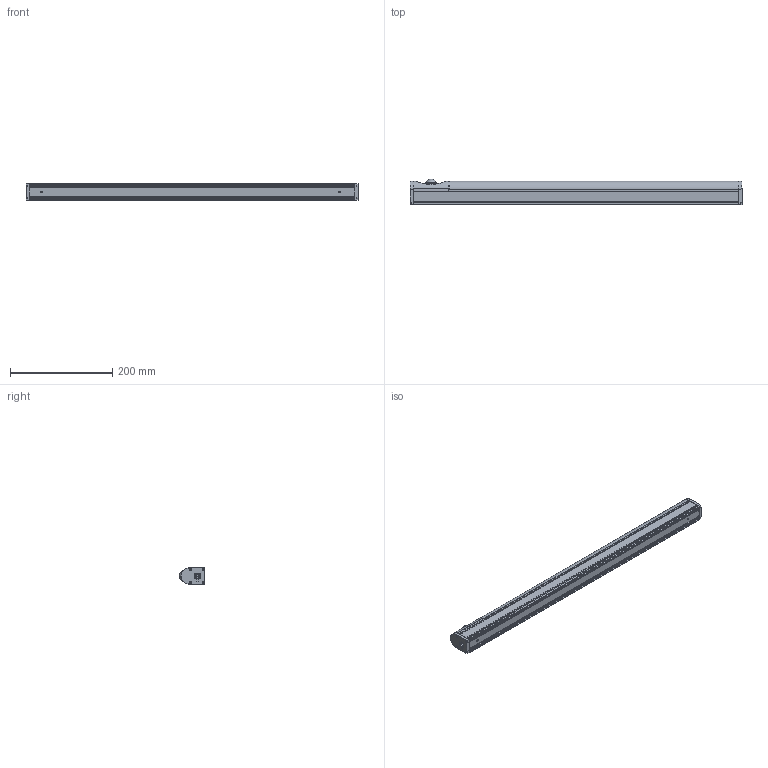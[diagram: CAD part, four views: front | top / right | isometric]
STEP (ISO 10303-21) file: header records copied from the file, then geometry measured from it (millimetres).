
FILE_DESCRIPTION((''),'2;1');
FILE_NAME('190873_ASM','2015-12-02T',('pdmadmin'),(''),'PRO/ENGINEER BY PARAMETRIC TECHNOLOGY CORPORATION, 2013230','PRO/ENGINEER BY PARAMETRIC TECHNOLOGY CORPORATION, 2013230','');
FILE_SCHEMA(('CONFIG_CONTROL_DESIGN'));
Length unit declared in the file: millimetre
Products named in the file (9): 190483; 169954; 172449; 169945; 190481; 169955; 172450; VZWLLD; 190873_ASM
Assembly tree (8 placements, depth 2):
  190873_ASM
    190483
    169954
    172449
    169945
    190481
    169955
    172450
    VZWLLD
Bounding box: 650 x 50.19 x 32 mm (x, y, z)
Volume: 179519.5 mm3; surface area: 265417.9 mm2
Topology: 8 solids, 8 shells, 856 faces, 2302 edges, 1469 vertices
Faces by surface type: plane 408, cylinder 237, cone 72, bspline 58, torus 51, sphere 30
Entity records: 31619 total; most frequent: CARTESIAN_POINT 9891, ORIENTED_EDGE 4596, DIRECTION 4486, EDGE_CURVE 2298, AXIS2_PLACEMENT_3D 1578, VERTEX_POINT 1469, VECTOR 1330, LINE 1330
